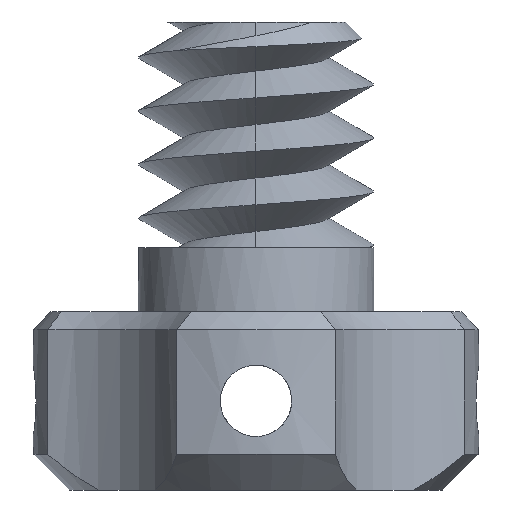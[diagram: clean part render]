
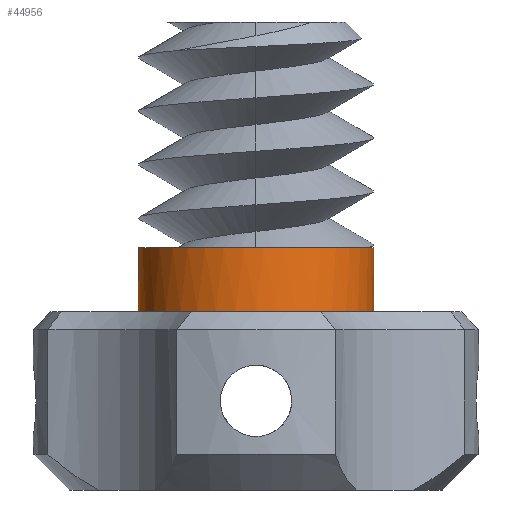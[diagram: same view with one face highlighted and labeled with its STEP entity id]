
A CAD part, front view. The second image highlights one B-rep face of the part: STEP entity #44956.
In plain terms, the highlighted cylindrical face has radius 3.3 mm (diameter 6.6 mm), a full revolution.
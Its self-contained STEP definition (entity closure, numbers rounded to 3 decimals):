
#902 = PLANE('',#903);
#903 = AXIS2_PLACEMENT_3D('',#904,#905,#906);
#904 = CARTESIAN_POINT('',(0.,0.,0.));
#905 = DIRECTION('',(0.,0.,-1.));
#906 = DIRECTION('',(1.,0.,0.));
#3038 = EDGE_CURVE('',#3039,#3041,#3043,.T.);
#3039 = VERTEX_POINT('',#3040);
#3040 = CARTESIAN_POINT('',(0.,-3.3,
    0.));
#3041 = VERTEX_POINT('',#3042);
#3042 = CARTESIAN_POINT('',(3.3,0.,0.));
#3043 = SURFACE_CURVE('',#3044,(#3049,#3060),.PCURVE_S1.);
#3044 = CIRCLE('',#3045,3.3);
#3045 = AXIS2_PLACEMENT_3D('',#3046,#3047,#3048);
#3046 = CARTESIAN_POINT('',(0.,0.,0.));
#3047 = DIRECTION('',(0.,0.,1.));
#3048 = DIRECTION('',(1.,0.,0.));
#3049 = PCURVE('',#902,#3050);
#3050 = DEFINITIONAL_REPRESENTATION('',(#3051),#3059);
#3051 = ( BOUNDED_CURVE() B_SPLINE_CURVE(2,(#3052,#3053,#3054,#3055,
#3056,#3057,#3058),.UNSPECIFIED.,.T.,.F.) B_SPLINE_CURVE_WITH_KNOTS((1,2
    ,2,2,2,1),(-2.094,0.,2.094,4.189,
6.283,8.378),.UNSPECIFIED.) CURVE() 
GEOMETRIC_REPRESENTATION_ITEM() RATIONAL_B_SPLINE_CURVE((1.,0.5,1.,0.5,
1.,0.5,1.)) REPRESENTATION_ITEM('') );
#3052 = CARTESIAN_POINT('',(3.3,0.));
#3053 = CARTESIAN_POINT('',(3.3,-5.716));
#3054 = CARTESIAN_POINT('',(-1.65,-2.858));
#3055 = CARTESIAN_POINT('',(-6.6,0.));
#3056 = CARTESIAN_POINT('',(-1.65,2.858));
#3057 = CARTESIAN_POINT('',(3.3,5.716));
#3058 = CARTESIAN_POINT('',(3.3,0.));
#3059 = ( GEOMETRIC_REPRESENTATION_CONTEXT(2) 
PARAMETRIC_REPRESENTATION_CONTEXT() REPRESENTATION_CONTEXT('2D SPACE',''
  ) );
#3060 = PCURVE('',#3061,#3066);
#3061 = CYLINDRICAL_SURFACE('',#3062,3.3);
#3062 = AXIS2_PLACEMENT_3D('',#3063,#3064,#3065);
#3063 = CARTESIAN_POINT('',(0.,0.,0.));
#3064 = DIRECTION('',(-0.,-0.,-1.));
#3065 = DIRECTION('',(1.,0.,0.));
#3066 = DEFINITIONAL_REPRESENTATION('',(#3067),#3071);
#3067 = LINE('',#3068,#3069);
#3068 = CARTESIAN_POINT('',(-0.,0.));
#3069 = VECTOR('',#3070,1.);
#3070 = DIRECTION('',(-1.,0.));
#3071 = ( GEOMETRIC_REPRESENTATION_CONTEXT(2) 
PARAMETRIC_REPRESENTATION_CONTEXT() REPRESENTATION_CONTEXT('2D SPACE',''
  ) );
#3073 = EDGE_CURVE('',#3041,#3039,#3074,.T.);
#3074 = SURFACE_CURVE('',#3075,(#3080,#3091),.PCURVE_S1.);
#3075 = CIRCLE('',#3076,3.3);
#3076 = AXIS2_PLACEMENT_3D('',#3077,#3078,#3079);
#3077 = CARTESIAN_POINT('',(0.,0.,0.));
#3078 = DIRECTION('',(0.,0.,1.));
#3079 = DIRECTION('',(1.,0.,0.));
#3080 = PCURVE('',#902,#3081);
#3081 = DEFINITIONAL_REPRESENTATION('',(#3082),#3090);
#3082 = ( BOUNDED_CURVE() B_SPLINE_CURVE(2,(#3083,#3084,#3085,#3086,
#3087,#3088,#3089),.UNSPECIFIED.,.T.,.F.) B_SPLINE_CURVE_WITH_KNOTS((1,2
    ,2,2,2,1),(-2.094,0.,2.094,4.189,
6.283,8.378),.UNSPECIFIED.) CURVE() 
GEOMETRIC_REPRESENTATION_ITEM() RATIONAL_B_SPLINE_CURVE((1.,0.5,1.,0.5,
1.,0.5,1.)) REPRESENTATION_ITEM('') );
#3083 = CARTESIAN_POINT('',(3.3,0.));
#3084 = CARTESIAN_POINT('',(3.3,-5.716));
#3085 = CARTESIAN_POINT('',(-1.65,-2.858));
#3086 = CARTESIAN_POINT('',(-6.6,0.));
#3087 = CARTESIAN_POINT('',(-1.65,2.858));
#3088 = CARTESIAN_POINT('',(3.3,5.716));
#3089 = CARTESIAN_POINT('',(3.3,0.));
#3090 = ( GEOMETRIC_REPRESENTATION_CONTEXT(2) 
PARAMETRIC_REPRESENTATION_CONTEXT() REPRESENTATION_CONTEXT('2D SPACE',''
  ) );
#3091 = PCURVE('',#3061,#3092);
#3092 = DEFINITIONAL_REPRESENTATION('',(#3093),#3097);
#3093 = LINE('',#3094,#3095);
#3094 = CARTESIAN_POINT('',(-0.,0.));
#3095 = VECTOR('',#3096,1.);
#3096 = DIRECTION('',(-1.,0.));
#3097 = ( GEOMETRIC_REPRESENTATION_CONTEXT(2) 
PARAMETRIC_REPRESENTATION_CONTEXT() REPRESENTATION_CONTEXT('2D SPACE',''
  ) );
#43947 = EDGE_CURVE('',#43948,#43950,#43952,.T.);
#43948 = VERTEX_POINT('',#43949);
#43949 = CARTESIAN_POINT('',(3.3,0.,1.8));
#43950 = VERTEX_POINT('',#43951);
#43951 = CARTESIAN_POINT('',(3.138,-1.02,
    1.8));
#43952 = SURFACE_CURVE('',#43953,(#43958,#43970),.PCURVE_S1.);
#43953 = CIRCLE('',#43954,3.3);
#43954 = AXIS2_PLACEMENT_3D('',#43955,#43956,#43957);
#43955 = CARTESIAN_POINT('',(0.,0.,1.8));
#43956 = DIRECTION('',(0.,0.,1.));
#43957 = DIRECTION('',(1.,0.,0.));
#43958 = PCURVE('',#43959,#43964);
#43959 = PLANE('',#43960);
#43960 = AXIS2_PLACEMENT_3D('',#43961,#43962,#43963);
#43961 = CARTESIAN_POINT('',(0.,0.,1.8));
#43962 = DIRECTION('',(0.,0.,1.));
#43963 = DIRECTION('',(1.,0.,0.));
#43964 = DEFINITIONAL_REPRESENTATION('',(#43965),#43969);
#43965 = CIRCLE('',#43966,3.3);
#43966 = AXIS2_PLACEMENT_2D('',#43967,#43968);
#43967 = CARTESIAN_POINT('',(0.,0.));
#43968 = DIRECTION('',(1.,0.));
#43969 = ( GEOMETRIC_REPRESENTATION_CONTEXT(2) 
PARAMETRIC_REPRESENTATION_CONTEXT() REPRESENTATION_CONTEXT('2D SPACE',''
  ) );
#43970 = PCURVE('',#3061,#43971);
#43971 = DEFINITIONAL_REPRESENTATION('',(#43972),#43976);
#43972 = LINE('',#43973,#43974);
#43973 = CARTESIAN_POINT('',(-0.,-1.8));
#43974 = VECTOR('',#43975,1.);
#43975 = DIRECTION('',(-1.,0.));
#43976 = ( GEOMETRIC_REPRESENTATION_CONTEXT(2) 
PARAMETRIC_REPRESENTATION_CONTEXT() REPRESENTATION_CONTEXT('2D SPACE',''
  ) );
#43978 = EDGE_CURVE('',#43950,#43948,#43979,.T.);
#43979 = SURFACE_CURVE('',#43980,(#43985,#43992),.PCURVE_S1.);
#43980 = CIRCLE('',#43981,3.3);
#43981 = AXIS2_PLACEMENT_3D('',#43982,#43983,#43984);
#43982 = CARTESIAN_POINT('',(0.,0.,1.8));
#43983 = DIRECTION('',(0.,0.,1.));
#43984 = DIRECTION('',(1.,0.,0.));
#43985 = PCURVE('',#43959,#43986);
#43986 = DEFINITIONAL_REPRESENTATION('',(#43987),#43991);
#43987 = CIRCLE('',#43988,3.3);
#43988 = AXIS2_PLACEMENT_2D('',#43989,#43990);
#43989 = CARTESIAN_POINT('',(0.,0.));
#43990 = DIRECTION('',(1.,0.));
#43991 = ( GEOMETRIC_REPRESENTATION_CONTEXT(2) 
PARAMETRIC_REPRESENTATION_CONTEXT() REPRESENTATION_CONTEXT('2D SPACE',''
  ) );
#43992 = PCURVE('',#3061,#43993);
#43993 = DEFINITIONAL_REPRESENTATION('',(#43994),#43998);
#43994 = LINE('',#43995,#43996);
#43995 = CARTESIAN_POINT('',(-0.,-1.8));
#43996 = VECTOR('',#43997,1.);
#43997 = DIRECTION('',(-1.,0.));
#43998 = ( GEOMETRIC_REPRESENTATION_CONTEXT(2) 
PARAMETRIC_REPRESENTATION_CONTEXT() REPRESENTATION_CONTEXT('2D SPACE',''
  ) );
#44956 = ADVANCED_FACE('',(#44957),#3061,.T.);
#44957 = FACE_BOUND('',#44958,.F.);
#44958 = EDGE_LOOP('',(#44959,#44960,#44961,#44981,#44982,#44983));
#44959 = ORIENTED_EDGE('',*,*,#3038,.F.);
#44960 = ORIENTED_EDGE('',*,*,#3073,.F.);
#44961 = ORIENTED_EDGE('',*,*,#44962,.F.);
#44962 = EDGE_CURVE('',#43948,#3041,#44963,.T.);
#44963 = SEAM_CURVE('',#44964,(#44967,#44974),.PCURVE_S1.);
#44964 = B_SPLINE_CURVE_WITH_KNOTS('',1,(#44965,#44966),.UNSPECIFIED.,
  .F.,.F.,(2,2),(-1.8,0.),.PIECEWISE_BEZIER_KNOTS.);
#44965 = CARTESIAN_POINT('',(3.3,0.,1.8));
#44966 = CARTESIAN_POINT('',(3.3,0.,0.));
#44967 = PCURVE('',#3061,#44968);
#44968 = DEFINITIONAL_REPRESENTATION('',(#44969),#44973);
#44969 = LINE('',#44970,#44971);
#44970 = CARTESIAN_POINT('',(-0.,0.));
#44971 = VECTOR('',#44972,1.);
#44972 = DIRECTION('',(-0.,1.));
#44973 = ( GEOMETRIC_REPRESENTATION_CONTEXT(2) 
PARAMETRIC_REPRESENTATION_CONTEXT() REPRESENTATION_CONTEXT('2D SPACE',''
  ) );
#44974 = PCURVE('',#3061,#44975);
#44975 = DEFINITIONAL_REPRESENTATION('',(#44976),#44980);
#44976 = LINE('',#44977,#44978);
#44977 = CARTESIAN_POINT('',(-6.283,0.));
#44978 = VECTOR('',#44979,1.);
#44979 = DIRECTION('',(-0.,1.));
#44980 = ( GEOMETRIC_REPRESENTATION_CONTEXT(2) 
PARAMETRIC_REPRESENTATION_CONTEXT() REPRESENTATION_CONTEXT('2D SPACE',''
  ) );
#44981 = ORIENTED_EDGE('',*,*,#43947,.T.);
#44982 = ORIENTED_EDGE('',*,*,#43978,.T.);
#44983 = ORIENTED_EDGE('',*,*,#44962,.T.);
